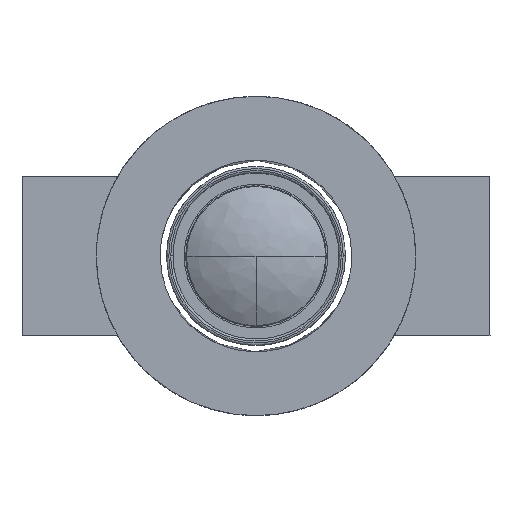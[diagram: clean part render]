
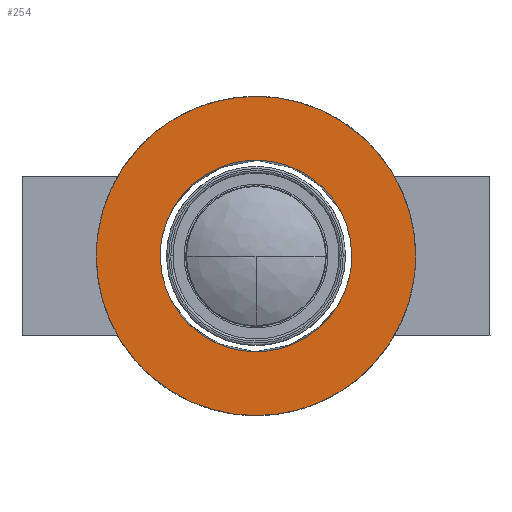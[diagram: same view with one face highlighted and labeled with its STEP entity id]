
A CAD part, top view. The second image highlights one B-rep face of the part: STEP entity #254.
In plain terms, the highlighted planar face has unit normal (0, 0, 1).
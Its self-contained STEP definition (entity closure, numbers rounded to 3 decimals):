
#254=ADVANCED_FACE('',(#445,#310),#2553,.T.);
#310=FACE_BOUND('',#633,.T.);
#445=FACE_OUTER_BOUND('',#632,.T.);
#632=EDGE_LOOP('',(#1237,#1238));
#633=EDGE_LOOP('',(#1239,#1240));
#1237=ORIENTED_EDGE('',*,*,#1700,.T.);
#1238=ORIENTED_EDGE('',*,*,#1735,.T.);
#1239=ORIENTED_EDGE('',*,*,#1737,.F.);
#1240=ORIENTED_EDGE('',*,*,#1706,.F.);
#1700=EDGE_CURVE('',#2345,#2365,#2133,.T.);
#1706=EDGE_CURVE('',#2346,#2367,#2139,.T.);
#1735=EDGE_CURVE('',#2365,#2345,#2148,.T.);
#1737=EDGE_CURVE('',#2367,#2346,#2150,.T.);
#2133=(
BOUNDED_CURVE()
B_SPLINE_CURVE(2,(#7088,#7089,#7090,#7091,#7092),.UNSPECIFIED.,.F.,.F.)
B_SPLINE_CURVE_WITH_KNOTS((3,2,3),(0.,78.54,157.08),
 .UNSPECIFIED.)
CURVE()
GEOMETRIC_REPRESENTATION_ITEM()
RATIONAL_B_SPLINE_CURVE((1.,0.707,1.,0.707,1.))
REPRESENTATION_ITEM('')
);
#2139=(
BOUNDED_CURVE()
B_SPLINE_CURVE(2,(#7118,#7119,#7120,#7121,#7122),.UNSPECIFIED.,.F.,.F.)
B_SPLINE_CURVE_WITH_KNOTS((3,2,3),(0.,47.124,94.248),
 .UNSPECIFIED.)
CURVE()
GEOMETRIC_REPRESENTATION_ITEM()
RATIONAL_B_SPLINE_CURVE((1.,0.707,1.,0.707,1.))
REPRESENTATION_ITEM('')
);
#2148=(
BOUNDED_CURVE()
B_SPLINE_CURVE(2,(#7191,#7192,#7193,#7194,#7195),.UNSPECIFIED.,.F.,.F.)
B_SPLINE_CURVE_WITH_KNOTS((3,2,3),(157.08,235.619,314.159),
 .UNSPECIFIED.)
CURVE()
GEOMETRIC_REPRESENTATION_ITEM()
RATIONAL_B_SPLINE_CURVE((1.,0.707,1.,0.707,1.))
REPRESENTATION_ITEM('')
);
#2150=(
BOUNDED_CURVE()
B_SPLINE_CURVE(2,(#7198,#7199,#7200,#7201,#7202),.UNSPECIFIED.,.F.,.F.)
B_SPLINE_CURVE_WITH_KNOTS((3,2,3),(94.248,141.372,188.496),
 .UNSPECIFIED.)
CURVE()
GEOMETRIC_REPRESENTATION_ITEM()
RATIONAL_B_SPLINE_CURVE((1.,0.707,1.,0.707,1.))
REPRESENTATION_ITEM('')
);
#2345=VERTEX_POINT('',#7013);
#2346=VERTEX_POINT('',#7014);
#2365=VERTEX_POINT('',#7033);
#2367=VERTEX_POINT('',#7035);
#2553=PLANE('',#2644);
#2644=AXIS2_PLACEMENT_3D('',#6987,#2718,$);
#2718=DIRECTION('',(0.,0.,1.));
#6987=CARTESIAN_POINT('',(-62.5,-62.5,35.));
#7013=CARTESIAN_POINT('',(50.,0.,35.));
#7014=CARTESIAN_POINT('',(30.,0.,35.));
#7033=CARTESIAN_POINT('',(-50.,0.,35.));
#7035=CARTESIAN_POINT('',(-30.,0.,35.));
#7088=CARTESIAN_POINT('',(50.,0.,35.));
#7089=CARTESIAN_POINT('',(50.,50.,35.));
#7090=CARTESIAN_POINT('',(0.,50.,35.));
#7091=CARTESIAN_POINT('',(-50.,50.,35.));
#7092=CARTESIAN_POINT('',(-50.,0.,35.));
#7118=CARTESIAN_POINT('',(30.,0.,35.));
#7119=CARTESIAN_POINT('',(30.,30.,35.));
#7120=CARTESIAN_POINT('',(0.,30.,35.));
#7121=CARTESIAN_POINT('',(-30.,30.,35.));
#7122=CARTESIAN_POINT('',(-30.,0.,35.));
#7191=CARTESIAN_POINT('',(-50.,0.,35.));
#7192=CARTESIAN_POINT('',(-50.,-50.,35.));
#7193=CARTESIAN_POINT('',(0.,-50.,35.));
#7194=CARTESIAN_POINT('',(50.,-50.,35.));
#7195=CARTESIAN_POINT('',(50.,0.,35.));
#7198=CARTESIAN_POINT('',(-30.,0.,35.));
#7199=CARTESIAN_POINT('',(-30.,-30.,35.));
#7200=CARTESIAN_POINT('',(0.,-30.,35.));
#7201=CARTESIAN_POINT('',(30.,-30.,35.));
#7202=CARTESIAN_POINT('',(30.,0.,35.));
